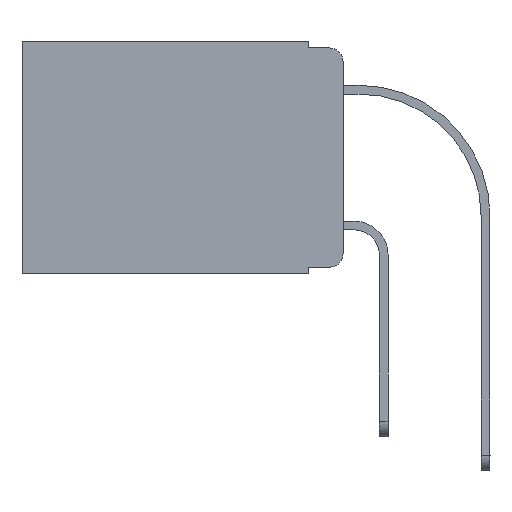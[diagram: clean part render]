
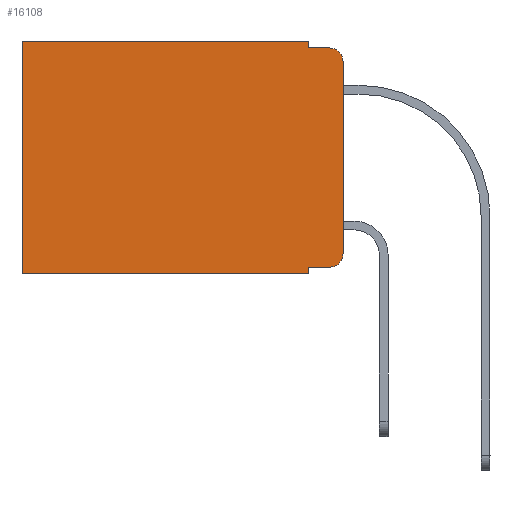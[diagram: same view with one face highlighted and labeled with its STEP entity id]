
A CAD part, left-side view. The second image highlights one B-rep face of the part: STEP entity #16108.
In plain terms, the highlighted planar face has unit normal (-1, 0, 0).
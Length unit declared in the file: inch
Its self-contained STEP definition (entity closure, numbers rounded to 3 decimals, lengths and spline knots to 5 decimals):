
#679 = DIRECTION ( 'NONE',  ( -1., 0., 0. ) ) ;
#780 = VERTEX_POINT ( 'NONE', #12732 ) ;
#1744 = VERTEX_POINT ( 'NONE', #3013 ) ;
#1790 = CARTESIAN_POINT ( 'NONE',  ( 0.298, 0.051, -0.01 ) ) ;
#1840 = DIRECTION ( 'NONE',  ( 0., 1., 0. ) ) ;
#1864 = DIRECTION ( 'NONE',  ( 0., -1., 0. ) ) ;
#1934 = AXIS2_PLACEMENT_3D ( 'NONE', #9223, #679, #15790 ) ;
#1999 = VERTEX_POINT ( 'NONE', #16302 ) ;
#2003 = CARTESIAN_POINT ( 'NONE',  ( 0.298, 0.473, 0. ) ) ;
#2069 = EDGE_CURVE ( 'NONE', #780, #6141, #2525, .T. ) ;
#2238 = EDGE_CURVE ( 'NONE', #6141, #9796, #15118, .T. ) ;
#2291 = EDGE_LOOP ( 'NONE', ( #4030, #4494, #10757, #14007, #6584, #12350, #10944, #13454, #10742, #12689 ) ) ;
#2411 = VERTEX_POINT ( 'NONE', #4589 ) ;
#2478 = LINE ( 'NONE', #10028, #6630 ) ;
#2525 = LINE ( 'NONE', #7585, #11678 ) ;
#2555 = CARTESIAN_POINT ( 'NONE',  ( 0.298, 0.02, -0.03 ) ) ;
#2606 = VECTOR ( 'NONE', #1864, 39.37008 ) ;
#3013 = CARTESIAN_POINT ( 'NONE',  ( 0.298, 0.473, -0.343 ) ) ;
#3089 = VERTEX_POINT ( 'NONE', #1790 ) ;
#3344 = VECTOR ( 'NONE', #11029, 39.37008 ) ;
#3952 = EDGE_CURVE ( 'NONE', #2411, #3089, #10590, .T. ) ;
#4030 = ORIENTED_EDGE ( 'NONE', *, *, #12140, .F. ) ;
#4259 = DIRECTION ( 'NONE',  ( 0., 0., -1. ) ) ;
#4260 = CARTESIAN_POINT ( 'NONE',  ( 0.298, 0.051, -0.01 ) ) ;
#4494 = ORIENTED_EDGE ( 'NONE', *, *, #13880, .T. ) ;
#4589 = CARTESIAN_POINT ( 'NONE',  ( 0.298, 0.051, 0. ) ) ;
#5443 = VECTOR ( 'NONE', #4259, 39.37008 ) ;
#5465 = AXIS2_PLACEMENT_3D ( 'NONE', #2555, #12642, #11564 ) ;
#5580 = LINE ( 'NONE', #13234, #8140 ) ;
#5658 = DIRECTION ( 'NONE',  ( 0., 1., 0. ) ) ;
#5890 = AXIS2_PLACEMENT_3D ( 'NONE', #12911, #15382, #10531 ) ;
#6141 = VERTEX_POINT ( 'NONE', #6899 ) ;
#6203 = EDGE_CURVE ( 'NONE', #2411, #1999, #5580, .T. ) ;
#6274 = CIRCLE ( 'NONE', #5465, 0.02 ) ;
#6506 = VECTOR ( 'NONE', #7950, 39.37008 ) ;
#6514 = CARTESIAN_POINT ( 'NONE',  ( 0.298, 0., -0.03 ) ) ;
#6584 = ORIENTED_EDGE ( 'NONE', *, *, #6203, .T. ) ;
#6630 = VECTOR ( 'NONE', #11249, 39.37008 ) ;
#6821 = FACE_OUTER_BOUND ( 'NONE', #2291, .T. ) ;
#6899 = CARTESIAN_POINT ( 'NONE',  ( 0.298, 0.02, -0.333 ) ) ;
#7033 = EDGE_CURVE ( 'NONE', #3089, #8237, #11769, .T. ) ;
#7585 = CARTESIAN_POINT ( 'NONE',  ( 0.298, 0.051, -0.333 ) ) ;
#7600 = EDGE_CURVE ( 'NONE', #1999, #1744, #10858, .T. ) ;
#7888 = PLANE ( 'NONE',  #5890 ) ;
#7950 = DIRECTION ( 'NONE',  ( 0., 0., -1. ) ) ;
#8117 = CARTESIAN_POINT ( 'NONE',  ( 0.298, 0.051, 0. ) ) ;
#8125 = LINE ( 'NONE', #13232, #9498 ) ;
#8140 = VECTOR ( 'NONE', #1840, 39.37008 ) ;
#8162 = VERTEX_POINT ( 'NONE', #11178 ) ;
#8237 = VERTEX_POINT ( 'NONE', #9028 ) ;
#9028 = CARTESIAN_POINT ( 'NONE',  ( 0.298, 0.02, -0.01 ) ) ;
#9223 = CARTESIAN_POINT ( 'NONE',  ( 0.298, 0.02, -0.313 ) ) ;
#9498 = VECTOR ( 'NONE', #5658, 39.37008 ) ;
#9796 = VERTEX_POINT ( 'NONE', #11130 ) ;
#10028 = CARTESIAN_POINT ( 'NONE',  ( 0.298, 0., 0. ) ) ;
#10531 = DIRECTION ( 'NONE',  ( 0., 0., -1. ) ) ;
#10590 = LINE ( 'NONE', #8117, #6506 ) ;
#10742 = ORIENTED_EDGE ( 'NONE', *, *, #2069, .T. ) ;
#10757 = ORIENTED_EDGE ( 'NONE', *, *, #7033, .F. ) ;
#10858 = LINE ( 'NONE', #2003, #3344 ) ;
#10944 = ORIENTED_EDGE ( 'NONE', *, *, #11474, .F. ) ;
#11029 = DIRECTION ( 'NONE',  ( 0., 0., -1. ) ) ;
#11130 = CARTESIAN_POINT ( 'NONE',  ( 0.298, 0., -0.313 ) ) ;
#11178 = CARTESIAN_POINT ( 'NONE',  ( 0.298, 0.051, -0.343 ) ) ;
#11249 = DIRECTION ( 'NONE',  ( 0., 0., -1. ) ) ;
#11474 = EDGE_CURVE ( 'NONE', #8162, #1744, #8125, .T. ) ;
#11543 = LINE ( 'NONE', #14263, #5443 ) ;
#11564 = DIRECTION ( 'NONE',  ( 0., 0., -1. ) ) ;
#11678 = VECTOR ( 'NONE', #12608, 39.37008 ) ;
#11769 = LINE ( 'NONE', #4260, #2606 ) ;
#12140 = EDGE_CURVE ( 'NONE', #14331, #9796, #2478, .T. ) ;
#12350 = ORIENTED_EDGE ( 'NONE', *, *, #7600, .T. ) ;
#12608 = DIRECTION ( 'NONE',  ( 0., -1., 0. ) ) ;
#12642 = DIRECTION ( 'NONE',  ( -1., 0., 0. ) ) ;
#12689 = ORIENTED_EDGE ( 'NONE', *, *, #2238, .T. ) ;
#12732 = CARTESIAN_POINT ( 'NONE',  ( 0.298, 0.051, -0.333 ) ) ;
#12911 = CARTESIAN_POINT ( 'NONE',  ( 0.298, 0., 0. ) ) ;
#13232 = CARTESIAN_POINT ( 'NONE',  ( 0.298, 0., -0.343 ) ) ;
#13234 = CARTESIAN_POINT ( 'NONE',  ( 0.298, 0., 0. ) ) ;
#13454 = ORIENTED_EDGE ( 'NONE', *, *, #14373, .F. ) ;
#13880 = EDGE_CURVE ( 'NONE', #14331, #8237, #6274, .T. ) ;
#14007 = ORIENTED_EDGE ( 'NONE', *, *, #3952, .F. ) ;
#14263 = CARTESIAN_POINT ( 'NONE',  ( 0.298, 0.051, 0. ) ) ;
#14331 = VERTEX_POINT ( 'NONE', #6514 ) ;
#14373 = EDGE_CURVE ( 'NONE', #780, #8162, #11543, .T. ) ;
#15118 = CIRCLE ( 'NONE', #1934, 0.02 ) ;
#15382 = DIRECTION ( 'NONE',  ( 1., 0., 0. ) ) ;
#15790 = DIRECTION ( 'NONE',  ( 0., 0., -1. ) ) ;
#16108 = ADVANCED_FACE ( 'NONE', ( #6821 ), #7888, .F. ) ;
#16302 = CARTESIAN_POINT ( 'NONE',  ( 0.298, 0.473, 0. ) ) ;
